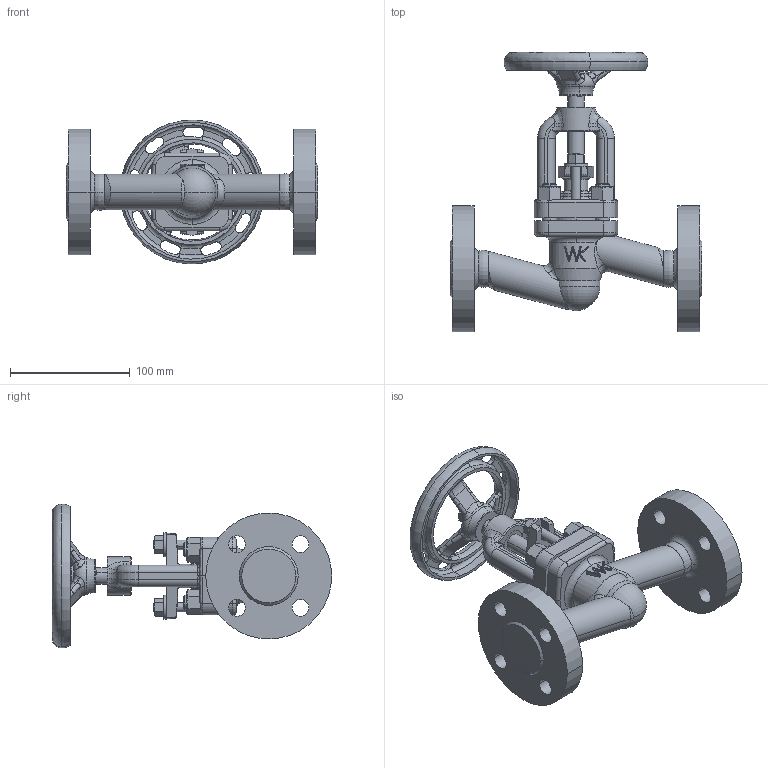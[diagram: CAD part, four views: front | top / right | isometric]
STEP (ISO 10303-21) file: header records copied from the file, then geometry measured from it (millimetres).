
FILE_DESCRIPTION (( 'STEP AP214' ), '1' );
FILE_NAME ('530 DN15 3-1563_katalog.STEP', '2015-02-19T11:17:04', ( '' ), ( '' ), 'SwSTEP 2.0', 'SolidWorks 2015', '' );
FILE_SCHEMA (( 'AUTOMOTIVE_DESIGN' ));
Length unit declared in the file: millimetre
Products named in the file (1): 530 DN15 3-1563_katalog
Bounding box: 210 x 233 x 119.97 mm (x, y, z)
Volume: 756976 mm3; surface area: 139213.8 mm2
Topology: 1 solids, 1 shells, 742 faces, 1927 edges, 1146 vertices
Faces by surface type: cylinder 229, plane 174, bspline 150, cone 100, torus 72, sphere 17
Entity records: 36787 total; most frequent: CARTESIAN_POINT 14968, ORIENTED_EDGE 3776, DIRECTION 3173, EDGE_CURVE 1888, AXIS2_PLACEMENT_3D 1368, VERTEX_POINT 1146, EDGE_LOOP 796, CIRCLE 775
